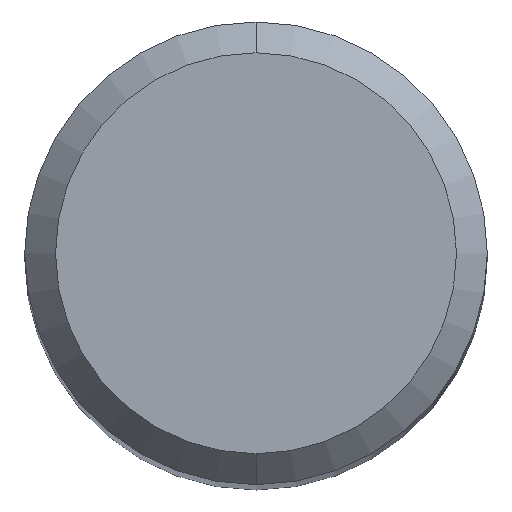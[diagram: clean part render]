
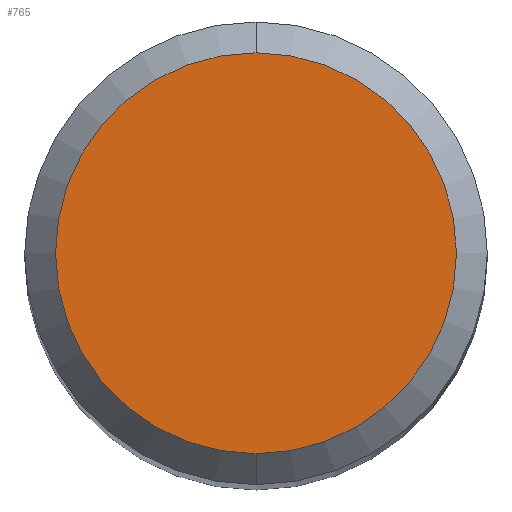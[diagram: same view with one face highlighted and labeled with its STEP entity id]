
A CAD part, top view. The second image highlights one B-rep face of the part: STEP entity #765.
In plain terms, the highlighted planar face has unit normal (0, 0, 1).
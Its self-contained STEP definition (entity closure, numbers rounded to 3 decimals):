
#607=VERTEX_POINT('',#1636);
#749=EDGE_CURVE('',#1407,#607,#1791,.T.);
#765=ADVANCED_FACE('',(#1809),#1810,.T.);
#1383=EDGE_CURVE('',#607,#1407,#2489,.T.);
#1407=VERTEX_POINT('',#2517);
#1636=CARTESIAN_POINT('',(0.0,2.6,0.0));
#1791=CIRCLE('',#4057,2.6);
#1809=FACE_OUTER_BOUND('',#4087,.T.);
#1810=PLANE('',#4088);
#2489=CIRCLE('',#8063,2.6);
#2517=CARTESIAN_POINT('',(0.,-2.6,0.0));
#4057=AXIS2_PLACEMENT_3D('',#8879,#8880,#8881);
#4087=EDGE_LOOP('',(#8902,#8903));
#4088=AXIS2_PLACEMENT_3D('',#8904,#8905,#8906);
#8063=AXIS2_PLACEMENT_3D('',#9588,#9589,#9590);
#8879=CARTESIAN_POINT('',(0.0,0.0,0.0));
#8880=DIRECTION('',(0.0,0.0,-1.0));
#8881=DIRECTION('',(0.0,1.0,0.0));
#8902=ORIENTED_EDGE('',*,*,#1383,.F.);
#8903=ORIENTED_EDGE('',*,*,#749,.F.);
#8904=CARTESIAN_POINT('',(0.0,1.3,0.0));
#8905=DIRECTION('',(-0.0,0.0,1.0));
#8906=DIRECTION('',(0.0,-1.0,0.0));
#9588=CARTESIAN_POINT('',(0.0,0.0,0.0));
#9589=DIRECTION('',(0.0,0.0,-1.0));
#9590=DIRECTION('',(0.0,1.0,0.0));
